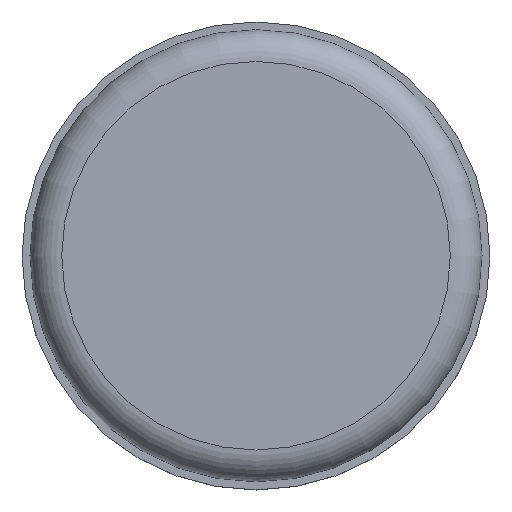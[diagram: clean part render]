
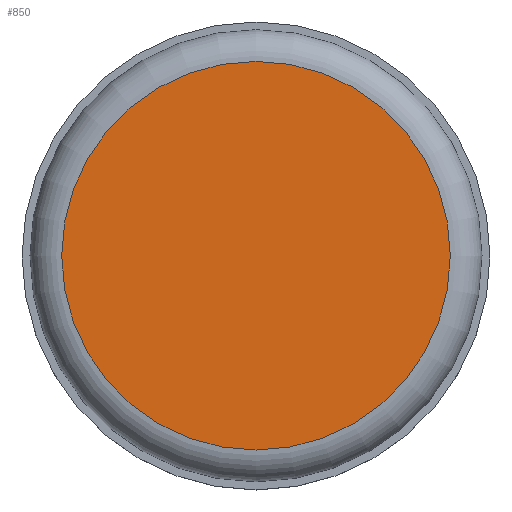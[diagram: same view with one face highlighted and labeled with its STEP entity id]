
A CAD part, top view. The second image highlights one B-rep face of the part: STEP entity #850.
In plain terms, the highlighted planar face has unit normal (0, 0, 1).
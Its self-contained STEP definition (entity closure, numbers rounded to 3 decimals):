
#137=CIRCLE('',#919,12.25);
#220=VERTEX_POINT('',#1313);
#413=EDGE_CURVE('',#220,#220,#137,.T.);
#541=ORIENTED_EDGE('',*,*,#413,.F.);
#733=EDGE_LOOP('',(#541));
#793=FACE_BOUND('',#733,.T.);
#850=ADVANCED_FACE('',(#793),#1488,.F.);
#919=AXIS2_PLACEMENT_3D('',#1314,#1062,#1063);
#920=AXIS2_PLACEMENT_3D('',#1315,#1064,$);
#1062=DIRECTION('',(0.,0.,-1.));
#1063=DIRECTION('',(-12.25,0.,0.));
#1064=DIRECTION('',(0.,0.,-1.));
#1313=CARTESIAN_POINT('',(-12.25,0.,22.2));
#1314=CARTESIAN_POINT('',(0.,0.,22.2));
#1315=CARTESIAN_POINT('',(0.,0.,22.2));
#1488=PLANE('',#920);
